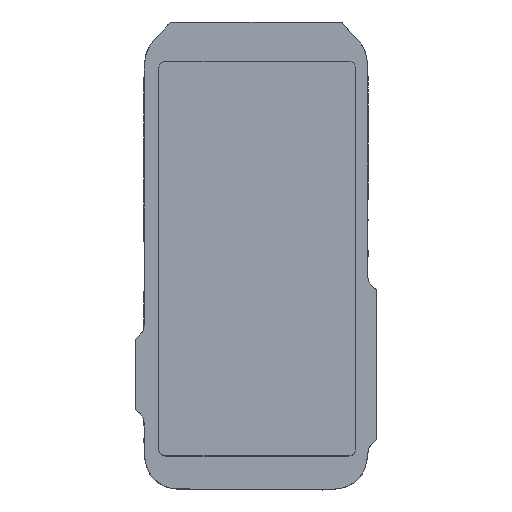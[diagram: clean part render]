
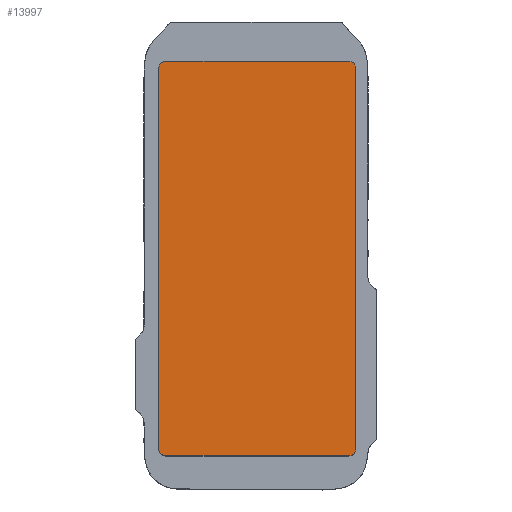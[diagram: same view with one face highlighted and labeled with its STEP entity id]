
A CAD part, top view. The second image highlights one B-rep face of the part: STEP entity #13997.
In plain terms, the highlighted planar face has unit normal (0, 0, 1).
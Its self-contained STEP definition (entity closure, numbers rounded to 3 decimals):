
#50 = AXIS2_PLACEMENT_3D ( 'NONE', #3438, #7034, #10900 ) ;
#671 = ORIENTED_EDGE ( 'NONE', *, *, #1397, .T. ) ;
#772 = EDGE_CURVE ( 'NONE', #3352, #1464, #12576, .T. ) ;
#1397 = EDGE_CURVE ( 'NONE', #9424, #8864, #1677, .T. ) ;
#1464 = VERTEX_POINT ( 'NONE', #7511 ) ;
#1484 = DIRECTION ( 'NONE',  ( 1., 0., 0. ) ) ;
#1677 = CIRCLE ( 'NONE', #9329, 2.2 ) ;
#1739 = DIRECTION ( 'NONE',  ( 0., -1., 0. ) ) ;
#2425 = VECTOR ( 'NONE', #10800, 1000. ) ;
#2624 = LINE ( 'NONE', #13389, #11396 ) ;
#2762 = EDGE_CURVE ( 'NONE', #14856, #3352, #5933, .T. ) ;
#2773 = ORIENTED_EDGE ( 'NONE', *, *, #6406, .T. ) ;
#3187 = AXIS2_PLACEMENT_3D ( 'NONE', #12302, #3643, #7393 ) ;
#3352 = VERTEX_POINT ( 'NONE', #6700 ) ;
#3412 = ORIENTED_EDGE ( 'NONE', *, *, #2762, .T. ) ;
#3438 = CARTESIAN_POINT ( 'NONE',  ( -60.984, 3.559, 40.217 ) ) ;
#3643 = DIRECTION ( 'NONE',  ( 0., 0., 1. ) ) ;
#3808 = CARTESIAN_POINT ( 'NONE',  ( -5.385, 3.558, 40.217 ) ) ;
#3985 = VERTEX_POINT ( 'NONE', #15294 ) ;
#4186 = VECTOR ( 'NONE', #9879, 1000. ) ;
#4535 = CARTESIAN_POINT ( 'NONE',  ( -3.185, 5.758, 40.217 ) ) ;
#4539 = AXIS2_PLACEMENT_3D ( 'NONE', #8544, #9647, #9588 ) ;
#4698 = DIRECTION ( 'NONE',  ( -1., 0., 0. ) ) ;
#5109 = ORIENTED_EDGE ( 'NONE', *, *, #13406, .T. ) ;
#5675 = VERTEX_POINT ( 'NONE', #11981 ) ;
#5933 = LINE ( 'NONE', #14281, #9636 ) ;
#6406 = EDGE_CURVE ( 'NONE', #1464, #3985, #10805, .T. ) ;
#6506 = EDGE_CURVE ( 'NONE', #5675, #9424, #11789, .T. ) ;
#6700 = CARTESIAN_POINT ( 'NONE',  ( -63.185, -112.042, 40.217 ) ) ;
#6742 = AXIS2_PLACEMENT_3D ( 'NONE', #8324, #9683, #14721 ) ;
#7034 = DIRECTION ( 'NONE',  ( 0., 0., 1. ) ) ;
#7074 = FACE_OUTER_BOUND ( 'NONE', #14970, .T. ) ;
#7221 = EDGE_CURVE ( 'NONE', #8864, #7675, #2624, .T. ) ;
#7258 = CARTESIAN_POINT ( 'NONE',  ( -63.185, -114.242, 40.217 ) ) ;
#7350 = CARTESIAN_POINT ( 'NONE',  ( -3.185, 3.558, 40.217 ) ) ;
#7393 = DIRECTION ( 'NONE',  ( 1., 0., 0. ) ) ;
#7511 = CARTESIAN_POINT ( 'NONE',  ( -60.985, -114.242, 40.217 ) ) ;
#7675 = VERTEX_POINT ( 'NONE', #15951 ) ;
#8324 = CARTESIAN_POINT ( 'NONE',  ( -64.88, -120.919, 40.217 ) ) ;
#8544 = CARTESIAN_POINT ( 'NONE',  ( -5.385, -112.042, 40.217 ) ) ;
#8864 = VERTEX_POINT ( 'NONE', #13229 ) ;
#9213 = EDGE_CURVE ( 'NONE', #3985, #5675, #12771, .T. ) ;
#9329 = AXIS2_PLACEMENT_3D ( 'NONE', #3808, #13967, #1484 ) ;
#9424 = VERTEX_POINT ( 'NONE', #7350 ) ;
#9588 = DIRECTION ( 'NONE',  ( 1., 0., 0. ) ) ;
#9636 = VECTOR ( 'NONE', #1739, 1000. ) ;
#9647 = DIRECTION ( 'NONE',  ( 0., 0., 1. ) ) ;
#9683 = DIRECTION ( 'NONE',  ( 0., 0., 1. ) ) ;
#9879 = DIRECTION ( 'NONE',  ( 1., 0., 0. ) ) ;
#10800 = DIRECTION ( 'NONE',  ( 0., 1., 0. ) ) ;
#10805 = LINE ( 'NONE', #7258, #4186 ) ;
#10900 = DIRECTION ( 'NONE',  ( 1., 0., 0. ) ) ;
#11231 = ORIENTED_EDGE ( 'NONE', *, *, #772, .T. ) ;
#11396 = VECTOR ( 'NONE', #4698, 1000. ) ;
#11789 = LINE ( 'NONE', #4535, #2425 ) ;
#11965 = ORIENTED_EDGE ( 'NONE', *, *, #6506, .T. ) ;
#11981 = CARTESIAN_POINT ( 'NONE',  ( -3.185, -112.042, 40.217 ) ) ;
#12247 = PLANE ( 'NONE',  #6742 ) ;
#12250 = ORIENTED_EDGE ( 'NONE', *, *, #7221, .T. ) ;
#12302 = CARTESIAN_POINT ( 'NONE',  ( -60.985, -112.042, 40.217 ) ) ;
#12576 = CIRCLE ( 'NONE', #3187, 2.2 ) ;
#12771 = CIRCLE ( 'NONE', #4539, 2.2 ) ;
#13148 = CIRCLE ( 'NONE', #50, 2.2 ) ;
#13229 = CARTESIAN_POINT ( 'NONE',  ( -5.385, 5.758, 40.217 ) ) ;
#13389 = CARTESIAN_POINT ( 'NONE',  ( -63.184, 5.76, 40.217 ) ) ;
#13406 = EDGE_CURVE ( 'NONE', #7675, #14856, #13148, .T. ) ;
#13967 = DIRECTION ( 'NONE',  ( 0., 0., 1. ) ) ;
#13997 = ADVANCED_FACE ( 'NONE', ( #7074 ), #12247, .T. ) ;
#14281 = CARTESIAN_POINT ( 'NONE',  ( -63.184, 5.76, 40.217 ) ) ;
#14721 = DIRECTION ( 'NONE',  ( 1., 0., 0. ) ) ;
#14856 = VERTEX_POINT ( 'NONE', #15491 ) ;
#14970 = EDGE_LOOP ( 'NONE', ( #11965, #671, #12250, #5109, #3412, #11231, #2773, #15882 ) ) ;
#15294 = CARTESIAN_POINT ( 'NONE',  ( -5.385, -114.242, 40.217 ) ) ;
#15491 = CARTESIAN_POINT ( 'NONE',  ( -63.184, 3.559, 40.217 ) ) ;
#15882 = ORIENTED_EDGE ( 'NONE', *, *, #9213, .T. ) ;
#15951 = CARTESIAN_POINT ( 'NONE',  ( -60.984, 5.759, 40.217 ) ) ;
